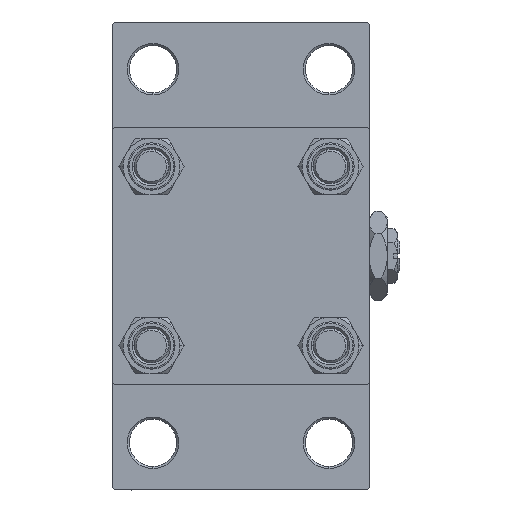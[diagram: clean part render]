
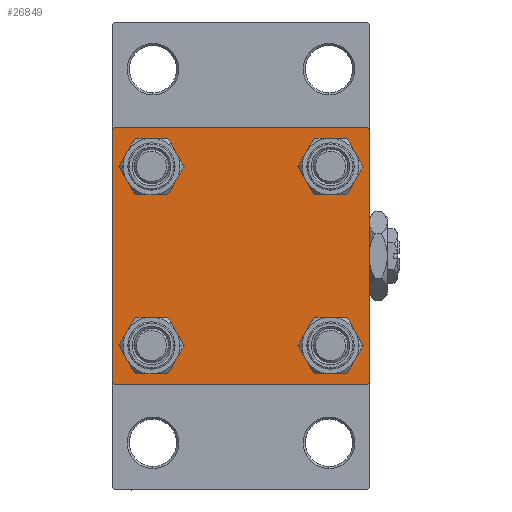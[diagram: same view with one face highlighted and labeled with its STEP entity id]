
A CAD part, left-side view. The second image highlights one B-rep face of the part: STEP entity #26849.
In plain terms, the highlighted planar face has unit normal (-1, 0, 0).
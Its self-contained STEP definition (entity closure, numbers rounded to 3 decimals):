
#81 = VERTEX_POINT ( 'NONE', #33059 ) ;
#171 = CIRCLE ( 'NONE', #47065, 4.5 ) ;
#394 = CARTESIAN_POINT ( 'NONE',  ( 0., -29.75, -29.75 ) ) ;
#862 = VERTEX_POINT ( 'NONE', #26080 ) ;
#1360 = DIRECTION ( 'NONE',  ( 0., 0., 1. ) ) ;
#1735 = CARTESIAN_POINT ( 'NONE',  ( 0., 29.75, 29.75 ) ) ;
#2001 = EDGE_CURVE ( 'NONE', #29765, #47450, #3960, .T. ) ;
#2076 = CARTESIAN_POINT ( 'NONE',  ( 0., 29.5, 30. ) ) ;
#2406 = PLANE ( 'NONE',  #37255 ) ;
#3266 = CIRCLE ( 'NONE', #12833, 4.5 ) ;
#3519 = DIRECTION ( 'NONE',  ( 1., 0., 0. ) ) ;
#3960 = LINE ( 'NONE', #33855, #6946 ) ;
#4389 = EDGE_LOOP ( 'NONE', ( #39775, #6637, #40012, #33243, #36070, #40428, #45033, #22934 ) ) ;
#4453 = CARTESIAN_POINT ( 'NONE',  ( 0., -20.85, 16.35 ) ) ;
#4834 = CARTESIAN_POINT ( 'NONE',  ( 0., 30., 30. ) ) ;
#4893 = VERTEX_POINT ( 'NONE', #9247 ) ;
#5485 = CIRCLE ( 'NONE', #36515, 4.5 ) ;
#5887 = FACE_BOUND ( 'NONE', #20390, .T. ) ;
#6299 = EDGE_LOOP ( 'NONE', ( #13394, #45452 ) ) ;
#6381 = FACE_BOUND ( 'NONE', #6299, .T. ) ;
#6524 = VECTOR ( 'NONE', #12136, 1000. ) ;
#6637 = ORIENTED_EDGE ( 'NONE', *, *, #2001, .T. ) ;
#6946 = VECTOR ( 'NONE', #15178, 1000. ) ;
#6955 = DIRECTION ( 'NONE',  ( 1., 0., 0. ) ) ;
#7620 = DIRECTION ( 'NONE',  ( 0., -0.707, 0.707 ) ) ;
#7855 = EDGE_CURVE ( 'NONE', #27381, #11207, #17437, .T. ) ;
#8988 = AXIS2_PLACEMENT_3D ( 'NONE', #39636, #32385, #32638 ) ;
#9191 = LINE ( 'NONE', #1735, #32534 ) ;
#9247 = CARTESIAN_POINT ( 'NONE',  ( 0., -20.85, -16.35 ) ) ;
#9553 = AXIS2_PLACEMENT_3D ( 'NONE', #13436, #6955, #40843 ) ;
#9830 = LINE ( 'NONE', #47447, #33463 ) ;
#9927 = EDGE_CURVE ( 'NONE', #17278, #32960, #9830, .T. ) ;
#11207 = VERTEX_POINT ( 'NONE', #31974 ) ;
#11255 = DIRECTION ( 'NONE',  ( 0., 0., -1. ) ) ;
#11504 = EDGE_CURVE ( 'NONE', #862, #4893, #38402, .T. ) ;
#11807 = DIRECTION ( 'NONE',  ( 0., -1., 0. ) ) ;
#12136 = DIRECTION ( 'NONE',  ( 0., -1., 0. ) ) ;
#12437 = VECTOR ( 'NONE', #11255, 1000. ) ;
#12638 = CARTESIAN_POINT ( 'NONE',  ( 0., 20.85, 20.85 ) ) ;
#12833 = AXIS2_PLACEMENT_3D ( 'NONE', #17803, #17555, #28530 ) ;
#12865 = VERTEX_POINT ( 'NONE', #46553 ) ;
#13209 = AXIS2_PLACEMENT_3D ( 'NONE', #14224, #3519, #45371 ) ;
#13394 = ORIENTED_EDGE ( 'NONE', *, *, #28861, .T. ) ;
#13436 = CARTESIAN_POINT ( 'NONE',  ( 0., 20.85, -20.85 ) ) ;
#13447 = CARTESIAN_POINT ( 'NONE',  ( 0., -30., 29.5 ) ) ;
#14046 = DIRECTION ( 'NONE',  ( 1., 0., 0. ) ) ;
#14170 = CARTESIAN_POINT ( 'NONE',  ( 0., -30., -29.5 ) ) ;
#14224 = CARTESIAN_POINT ( 'NONE',  ( 0., -20.85, 20.85 ) ) ;
#15178 = DIRECTION ( 'NONE',  ( 0., -0.707, -0.707 ) ) ;
#15593 = CIRCLE ( 'NONE', #13209, 4.5 ) ;
#15693 = CARTESIAN_POINT ( 'NONE',  ( 0., 20.85, -25.35 ) ) ;
#16521 = VERTEX_POINT ( 'NONE', #14170 ) ;
#16593 = LINE ( 'NONE', #46984, #6524 ) ;
#17093 = CARTESIAN_POINT ( 'NONE',  ( 0., 0., 0. ) ) ;
#17278 = VERTEX_POINT ( 'NONE', #13447 ) ;
#17326 = CARTESIAN_POINT ( 'NONE',  ( 0., 30., 30. ) ) ;
#17437 = CIRCLE ( 'NONE', #45316, 4.5 ) ;
#17555 = DIRECTION ( 'NONE',  ( 1., 0., 0. ) ) ;
#17579 = FACE_BOUND ( 'NONE', #43725, .T. ) ;
#17803 = CARTESIAN_POINT ( 'NONE',  ( 0., 20.85, 20.85 ) ) ;
#17825 = FACE_OUTER_BOUND ( 'NONE', #4389, .T. ) ;
#18537 = CARTESIAN_POINT ( 'NONE',  ( 0., 20.85, -20.85 ) ) ;
#18561 = DIRECTION ( 'NONE',  ( 0., 0., 1. ) ) ;
#18789 = ORIENTED_EDGE ( 'NONE', *, *, #18795, .T. ) ;
#18795 = EDGE_CURVE ( 'NONE', #40623, #37736, #15593, .T. ) ;
#19701 = EDGE_CURVE ( 'NONE', #17278, #16521, #29680, .T. ) ;
#20020 = ORIENTED_EDGE ( 'NONE', *, *, #35277, .T. ) ;
#20278 = DIRECTION ( 'NONE',  ( 1., 0., 0. ) ) ;
#20390 = EDGE_LOOP ( 'NONE', ( #30369, #30058 ) ) ;
#20398 = DIRECTION ( 'NONE',  ( 0., 0.707, -0.707 ) ) ;
#20844 = CARTESIAN_POINT ( 'NONE',  ( 0., 29.5, -30. ) ) ;
#20848 = VECTOR ( 'NONE', #29032, 1000. ) ;
#22934 = ORIENTED_EDGE ( 'NONE', *, *, #42337, .T. ) ;
#23250 = LINE ( 'NONE', #4834, #46209 ) ;
#23791 = CIRCLE ( 'NONE', #29344, 4.5 ) ;
#24007 = CARTESIAN_POINT ( 'NONE',  ( 0., -20.85, -20.85 ) ) ;
#24404 = EDGE_CURVE ( 'NONE', #12865, #16521, #41521, .T. ) ;
#25013 = ORIENTED_EDGE ( 'NONE', *, *, #11504, .T. ) ;
#25431 = CIRCLE ( 'NONE', #9553, 4.5 ) ;
#26080 = CARTESIAN_POINT ( 'NONE',  ( 0., -20.85, -25.35 ) ) ;
#26849 = ADVANCED_FACE ( 'NONE', ( #48473, #17579, #5887, #6381, #17825 ), #2406, .T. ) ;
#27381 = VERTEX_POINT ( 'NONE', #15693 ) ;
#28530 = DIRECTION ( 'NONE',  ( 0., 0., 1. ) ) ;
#28861 = EDGE_CURVE ( 'NONE', #81, #32073, #23791, .T. ) ;
#29032 = DIRECTION ( 'NONE',  ( 0., 0., -1. ) ) ;
#29344 = AXIS2_PLACEMENT_3D ( 'NONE', #12638, #39296, #31324 ) ;
#29680 = LINE ( 'NONE', #45378, #12437 ) ;
#29765 = VERTEX_POINT ( 'NONE', #31089 ) ;
#30058 = ORIENTED_EDGE ( 'NONE', *, *, #7855, .T. ) ;
#30369 = ORIENTED_EDGE ( 'NONE', *, *, #48392, .T. ) ;
#31089 = CARTESIAN_POINT ( 'NONE',  ( 0., 30., -29.5 ) ) ;
#31324 = DIRECTION ( 'NONE',  ( 0., 0., 1. ) ) ;
#31974 = CARTESIAN_POINT ( 'NONE',  ( 0., 20.85, -16.35 ) ) ;
#32073 = VERTEX_POINT ( 'NONE', #36795 ) ;
#32385 = DIRECTION ( 'NONE',  ( 1., 0., 0. ) ) ;
#32530 = LINE ( 'NONE', #17326, #20848 ) ;
#32534 = VECTOR ( 'NONE', #20398, 1000. ) ;
#32608 = EDGE_CURVE ( 'NONE', #33445, #32960, #23250, .T. ) ;
#32638 = DIRECTION ( 'NONE',  ( 0., 0., 1. ) ) ;
#32960 = VERTEX_POINT ( 'NONE', #37044 ) ;
#33059 = CARTESIAN_POINT ( 'NONE',  ( 0., 20.85, 25.35 ) ) ;
#33128 = EDGE_CURVE ( 'NONE', #32073, #81, #3266, .T. ) ;
#33243 = ORIENTED_EDGE ( 'NONE', *, *, #24404, .T. ) ;
#33266 = VECTOR ( 'NONE', #7620, 1000. ) ;
#33445 = VERTEX_POINT ( 'NONE', #2076 ) ;
#33463 = VECTOR ( 'NONE', #43466, 1000. ) ;
#33855 = CARTESIAN_POINT ( 'NONE',  ( 0., 29.75, -29.75 ) ) ;
#34874 = EDGE_CURVE ( 'NONE', #47450, #12865, #16593, .T. ) ;
#34886 = EDGE_LOOP ( 'NONE', ( #44146, #18789 ) ) ;
#35277 = EDGE_CURVE ( 'NONE', #4893, #862, #171, .T. ) ;
#35768 = EDGE_CURVE ( 'NONE', #43824, #29765, #32530, .T. ) ;
#35774 = CARTESIAN_POINT ( 'NONE',  ( 0., 30., 29.5 ) ) ;
#36070 = ORIENTED_EDGE ( 'NONE', *, *, #19701, .F. ) ;
#36515 = AXIS2_PLACEMENT_3D ( 'NONE', #41500, #37752, #18561 ) ;
#36795 = CARTESIAN_POINT ( 'NONE',  ( 0., 20.85, 16.35 ) ) ;
#37044 = CARTESIAN_POINT ( 'NONE',  ( 0., -29.5, 30. ) ) ;
#37255 = AXIS2_PLACEMENT_3D ( 'NONE', #17093, #40514, #40261 ) ;
#37736 = VERTEX_POINT ( 'NONE', #45642 ) ;
#37752 = DIRECTION ( 'NONE',  ( 1., 0., 0. ) ) ;
#38402 = CIRCLE ( 'NONE', #8988, 4.5 ) ;
#39296 = DIRECTION ( 'NONE',  ( 1., 0., 0. ) ) ;
#39636 = CARTESIAN_POINT ( 'NONE',  ( 0., -20.85, -20.85 ) ) ;
#39775 = ORIENTED_EDGE ( 'NONE', *, *, #35768, .T. ) ;
#40012 = ORIENTED_EDGE ( 'NONE', *, *, #34874, .T. ) ;
#40261 = DIRECTION ( 'NONE',  ( 0., 0., 1. ) ) ;
#40428 = ORIENTED_EDGE ( 'NONE', *, *, #9927, .T. ) ;
#40514 = DIRECTION ( 'NONE',  ( -1., 0., 0. ) ) ;
#40623 = VERTEX_POINT ( 'NONE', #4453 ) ;
#40843 = DIRECTION ( 'NONE',  ( 0., 0., 1. ) ) ;
#41500 = CARTESIAN_POINT ( 'NONE',  ( 0., -20.85, 20.85 ) ) ;
#41521 = LINE ( 'NONE', #394, #33266 ) ;
#41931 = EDGE_CURVE ( 'NONE', #37736, #40623, #5485, .T. ) ;
#42337 = EDGE_CURVE ( 'NONE', #33445, #43824, #9191, .T. ) ;
#43466 = DIRECTION ( 'NONE',  ( 0., 0.707, 0.707 ) ) ;
#43725 = EDGE_LOOP ( 'NONE', ( #20020, #25013 ) ) ;
#43824 = VERTEX_POINT ( 'NONE', #35774 ) ;
#44146 = ORIENTED_EDGE ( 'NONE', *, *, #41931, .T. ) ;
#45033 = ORIENTED_EDGE ( 'NONE', *, *, #32608, .F. ) ;
#45316 = AXIS2_PLACEMENT_3D ( 'NONE', #18537, #14046, #48430 ) ;
#45371 = DIRECTION ( 'NONE',  ( 0., 0., 1. ) ) ;
#45378 = CARTESIAN_POINT ( 'NONE',  ( 0., -30., 30. ) ) ;
#45452 = ORIENTED_EDGE ( 'NONE', *, *, #33128, .T. ) ;
#45642 = CARTESIAN_POINT ( 'NONE',  ( 0., -20.85, 25.35 ) ) ;
#46209 = VECTOR ( 'NONE', #11807, 1000. ) ;
#46553 = CARTESIAN_POINT ( 'NONE',  ( 0., -29.5, -30. ) ) ;
#46984 = CARTESIAN_POINT ( 'NONE',  ( 0., 30., -30. ) ) ;
#47065 = AXIS2_PLACEMENT_3D ( 'NONE', #24007, #20278, #1360 ) ;
#47447 = CARTESIAN_POINT ( 'NONE',  ( 0., -29.75, 29.75 ) ) ;
#47450 = VERTEX_POINT ( 'NONE', #20844 ) ;
#48392 = EDGE_CURVE ( 'NONE', #11207, #27381, #25431, .T. ) ;
#48430 = DIRECTION ( 'NONE',  ( 0., 0., 1. ) ) ;
#48473 = FACE_BOUND ( 'NONE', #34886, .T. ) ;
